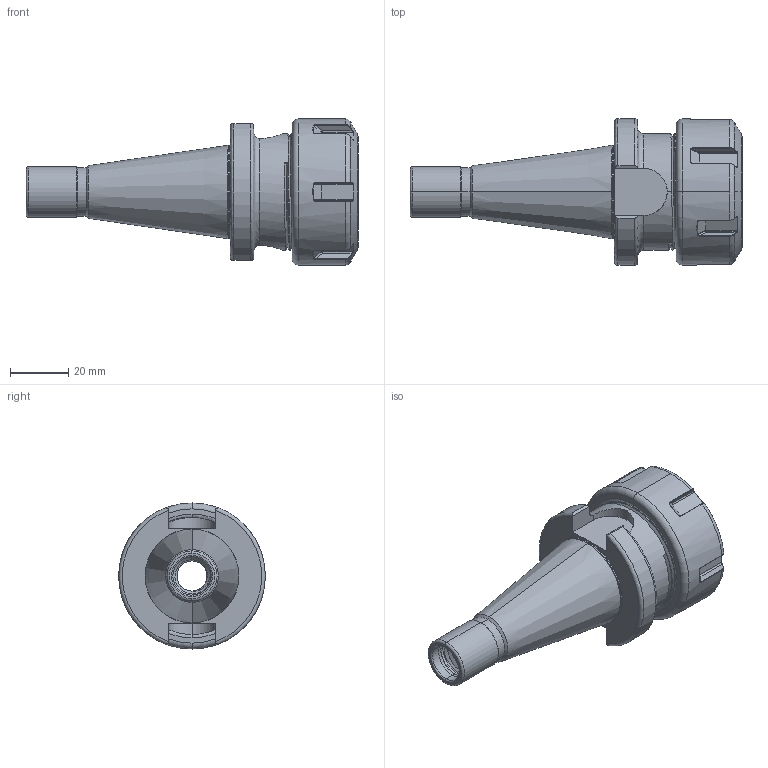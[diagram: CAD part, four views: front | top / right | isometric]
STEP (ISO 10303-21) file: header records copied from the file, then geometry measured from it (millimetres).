
FILE_DESCRIPTION (( 'STEP AP203' ), '1' );
FILE_NAME ('301.02.20.STEP', '2016-11-26T03:55:29', ( '' ), ( '' ), 'SwSTEP 2.0', 'SolidWorks 2012', '' );
FILE_SCHEMA (( 'CONFIG_CONTROL_DESIGN' ));
Length unit declared in the file: millimetre
Products named in the file (3): 2-01.100.0320230C7_ER32螺帽(六溝); 301.02.20
Assembly tree (2 placements, depth 2):
  301.02.20
    301.02.20
    2-01.100.0320230C7_ER32螺帽(六溝)
Bounding box: 113.68 x 50.2 x 50 mm (x, y, z)
Volume: 63274.2 mm3; surface area: 30315.2 mm2
Topology: 2 solids, 2 shells, 329 faces, 810 edges, 489 vertices
Faces by surface type: cylinder 126, bspline 70, plane 61, torus 50, cone 22
Entity records: 21850 total; most frequent: CARTESIAN_POINT 14923, ORIENTED_EDGE 1620, DIRECTION 1081, EDGE_CURVE 810, VERTEX_POINT 489, AXIS2_PLACEMENT_3D 426, EDGE_LOOP 337, ADVANCED_FACE 329
